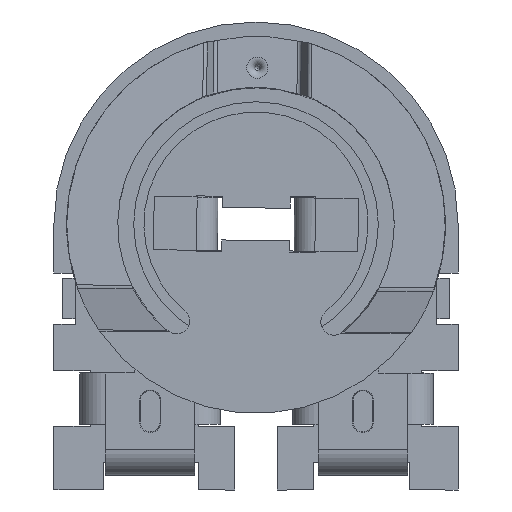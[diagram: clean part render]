
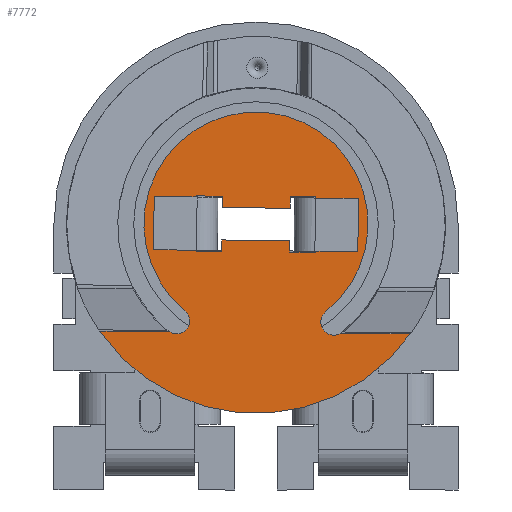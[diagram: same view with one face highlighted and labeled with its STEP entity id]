
A CAD part, left-side view. The second image highlights one B-rep face of the part: STEP entity #7772.
In plain terms, the highlighted planar face has unit normal (-1, 0, 0).
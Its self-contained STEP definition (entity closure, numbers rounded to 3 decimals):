
#6336=CARTESIAN_POINT('',(0.0,-2.551,2.009));
#6337=VERTEX_POINT('',#6336);
#6347=CARTESIAN_POINT('',(0.0,-2.551,3.646));
#6348=VERTEX_POINT('',#6347);
#6349=CARTESIAN_POINT('',(0.0,-2.551,3.646));
#6350=DIRECTION('',(0.0,0.0,-1.0));
#6351=VECTOR('',#6350,1.637);
#6352=LINE('',#6349,#6351);
#6353=EDGE_CURVE('',#6348,#6337,#6352,.T.);
#7163=CARTESIAN_POINT('',(0.0,-2.551,-3.646));
#7164=VERTEX_POINT('',#7163);
#7379=CARTESIAN_POINT('',(0.0,-2.551,-2.009));
#7380=VERTEX_POINT('',#7379);
#7621=CARTESIAN_POINT('',(0.0,-2.551,-2.009));
#7622=DIRECTION('',(0.0,0.0,-1.0));
#7623=VECTOR('',#7622,1.637);
#7624=LINE('',#7621,#7623);
#7625=EDGE_CURVE('',#7380,#7164,#7624,.T.);
#7633=CARTESIAN_POINT('',(0.0,0.0,0.0));
#7634=DIRECTION('',(-1.0,0.0,0.0));
#7635=DIRECTION('',(0.0,0.0,1.0));
#7636=AXIS2_PLACEMENT_3D('',#7633,#7634,#7635);
#7637=PLANE('',#7636);
#7638=ORIENTED_EDGE('',*,*,#6353,.T.);
#7639=CARTESIAN_POINT('',(0.0,-2.049,1.657));
#7640=VERTEX_POINT('',#7639);
#7641=CARTESIAN_POINT('',(0.0,-2.288,1.85));
#7642=DIRECTION('',(1.0,0.0,0.0));
#7643=DIRECTION('',(0.0,0.778,-0.629));
#7644=AXIS2_PLACEMENT_3D('',#7641,#7642,#7643);
#7645=CIRCLE('',#7644,0.308);
#7646=EDGE_CURVE('',#6337,#7640,#7645,.T.);
#7647=ORIENTED_EDGE('',*,*,#7646,.T.);
#7648=CARTESIAN_POINT('',(0.0,-2.049,-1.657));
#7649=VERTEX_POINT('',#7648);
#7650=CARTESIAN_POINT('',(0.0,0.0,0.0));
#7651=DIRECTION('',(-1.0,0.0,0.0));
#7652=DIRECTION('',(0.0,-0.778,-0.629));
#7653=AXIS2_PLACEMENT_3D('',#7650,#7651,#7652);
#7654=CIRCLE('',#7653,2.635);
#7655=EDGE_CURVE('',#7640,#7649,#7654,.T.);
#7656=ORIENTED_EDGE('',*,*,#7655,.T.);
#7657=CARTESIAN_POINT('',(0.0,-2.288,-1.85));
#7658=DIRECTION('',(1.0,0.0,0.0));
#7659=DIRECTION('',(0.0,-0.778,-0.629));
#7660=AXIS2_PLACEMENT_3D('',#7657,#7658,#7659);
#7661=CIRCLE('',#7660,0.308);
#7662=EDGE_CURVE('',#7649,#7380,#7661,.T.);
#7663=ORIENTED_EDGE('',*,*,#7662,.T.);
#7664=ORIENTED_EDGE('',*,*,#7625,.T.);
#7665=CARTESIAN_POINT('',(0.0,0.0,0.0));
#7666=DIRECTION('',(-1.0,0.0,0.0));
#7667=DIRECTION('',(0.0,-1.0,0.0));
#7668=AXIS2_PLACEMENT_3D('',#7665,#7666,#7667);
#7669=CIRCLE('',#7668,4.45);
#7670=EDGE_CURVE('',#7164,#6348,#7669,.T.);
#7671=ORIENTED_EDGE('',*,*,#7670,.T.);
#7672=EDGE_LOOP('',(#7638,#7647,#7656,#7663,#7664,#7671));
#7673=FACE_OUTER_BOUND('',#7672,.T.);
#7674=CARTESIAN_POINT('',(0.0,0.65,-1.4));
#7675=VERTEX_POINT('',#7674);
#7676=CARTESIAN_POINT('',(0.0,0.65,-0.8));
#7677=VERTEX_POINT('',#7676);
#7678=CARTESIAN_POINT('',(0.0,0.65,-1.4));
#7679=DIRECTION('',(0.0,0.0,1.0));
#7680=VECTOR('',#7679,0.6);
#7681=LINE('',#7678,#7680);
#7682=EDGE_CURVE('',#7675,#7677,#7681,.T.);
#7683=ORIENTED_EDGE('',*,*,#7682,.T.);
#7684=CARTESIAN_POINT('',(0.0,0.38,-0.8));
#7685=VERTEX_POINT('',#7684);
#7686=CARTESIAN_POINT('',(0.0,0.65,-0.8));
#7687=DIRECTION('',(0.0,-1.0,0.0));
#7688=VECTOR('',#7687,0.27);
#7689=LINE('',#7686,#7688);
#7690=EDGE_CURVE('',#7677,#7685,#7689,.T.);
#7691=ORIENTED_EDGE('',*,*,#7690,.T.);
#7692=CARTESIAN_POINT('',(0.0,0.38,0.8));
#7693=VERTEX_POINT('',#7692);
#7694=CARTESIAN_POINT('',(0.0,0.38,-0.8));
#7695=DIRECTION('',(0.0,0.0,1.0));
#7696=VECTOR('',#7695,1.6);
#7697=LINE('',#7694,#7696);
#7698=EDGE_CURVE('',#7685,#7693,#7697,.T.);
#7699=ORIENTED_EDGE('',*,*,#7698,.T.);
#7700=CARTESIAN_POINT('',(0.0,0.65,0.8));
#7701=VERTEX_POINT('',#7700);
#7702=CARTESIAN_POINT('',(0.0,0.38,0.8));
#7703=DIRECTION('',(0.0,1.0,0.0));
#7704=VECTOR('',#7703,0.27);
#7705=LINE('',#7702,#7704);
#7706=EDGE_CURVE('',#7693,#7701,#7705,.T.);
#7707=ORIENTED_EDGE('',*,*,#7706,.T.);
#7708=CARTESIAN_POINT('',(0.0,0.65,1.4));
#7709=VERTEX_POINT('',#7708);
#7710=CARTESIAN_POINT('',(0.0,0.65,0.8));
#7711=DIRECTION('',(0.0,0.0,1.0));
#7712=VECTOR('',#7711,0.6);
#7713=LINE('',#7710,#7712);
#7714=EDGE_CURVE('',#7701,#7709,#7713,.T.);
#7715=ORIENTED_EDGE('',*,*,#7714,.T.);
#7716=CARTESIAN_POINT('',(0.0,-0.65,1.4));
#7717=VERTEX_POINT('',#7716);
#7718=CARTESIAN_POINT('',(0.0,0.65,1.4));
#7719=DIRECTION('',(0.0,-1.0,0.0));
#7720=VECTOR('',#7719,1.3);
#7721=LINE('',#7718,#7720);
#7722=EDGE_CURVE('',#7709,#7717,#7721,.T.);
#7723=ORIENTED_EDGE('',*,*,#7722,.T.);
#7724=CARTESIAN_POINT('',(0.0,-0.65,0.8));
#7725=VERTEX_POINT('',#7724);
#7726=CARTESIAN_POINT('',(0.0,-0.65,1.4));
#7727=DIRECTION('',(0.0,0.0,-1.0));
#7728=VECTOR('',#7727,0.6);
#7729=LINE('',#7726,#7728);
#7730=EDGE_CURVE('',#7717,#7725,#7729,.T.);
#7731=ORIENTED_EDGE('',*,*,#7730,.T.);
#7732=CARTESIAN_POINT('',(0.0,-0.38,0.8));
#7733=VERTEX_POINT('',#7732);
#7734=CARTESIAN_POINT('',(0.0,-0.65,0.8));
#7735=DIRECTION('',(0.0,1.0,0.0));
#7736=VECTOR('',#7735,0.27);
#7737=LINE('',#7734,#7736);
#7738=EDGE_CURVE('',#7725,#7733,#7737,.T.);
#7739=ORIENTED_EDGE('',*,*,#7738,.T.);
#7740=CARTESIAN_POINT('',(0.0,-0.38,-0.8));
#7741=VERTEX_POINT('',#7740);
#7742=CARTESIAN_POINT('',(0.0,-0.38,0.8));
#7743=DIRECTION('',(0.0,0.0,-1.0));
#7744=VECTOR('',#7743,1.6);
#7745=LINE('',#7742,#7744);
#7746=EDGE_CURVE('',#7733,#7741,#7745,.T.);
#7747=ORIENTED_EDGE('',*,*,#7746,.T.);
#7748=CARTESIAN_POINT('',(0.0,-0.65,-0.8));
#7749=VERTEX_POINT('',#7748);
#7750=CARTESIAN_POINT('',(0.0,-0.38,-0.8));
#7751=DIRECTION('',(0.0,-1.0,0.0));
#7752=VECTOR('',#7751,0.27);
#7753=LINE('',#7750,#7752);
#7754=EDGE_CURVE('',#7741,#7749,#7753,.T.);
#7755=ORIENTED_EDGE('',*,*,#7754,.T.);
#7756=CARTESIAN_POINT('',(0.0,-0.65,-1.4));
#7757=VERTEX_POINT('',#7756);
#7758=CARTESIAN_POINT('',(0.0,-0.65,-0.8));
#7759=DIRECTION('',(0.0,0.0,-1.0));
#7760=VECTOR('',#7759,0.6);
#7761=LINE('',#7758,#7760);
#7762=EDGE_CURVE('',#7749,#7757,#7761,.T.);
#7763=ORIENTED_EDGE('',*,*,#7762,.T.);
#7764=CARTESIAN_POINT('',(0.0,-0.65,-1.4));
#7765=DIRECTION('',(0.0,1.0,0.0));
#7766=VECTOR('',#7765,1.3);
#7767=LINE('',#7764,#7766);
#7768=EDGE_CURVE('',#7757,#7675,#7767,.T.);
#7769=ORIENTED_EDGE('',*,*,#7768,.T.);
#7770=EDGE_LOOP('',(#7683,#7691,#7699,#7707,#7715,#7723,#7731,#7739,#7747,#7755,#7763,#7769));
#7771=FACE_BOUND('',#7770,.T.);
#7772=ADVANCED_FACE('',(#7673,#7771),#7637,.T.);
